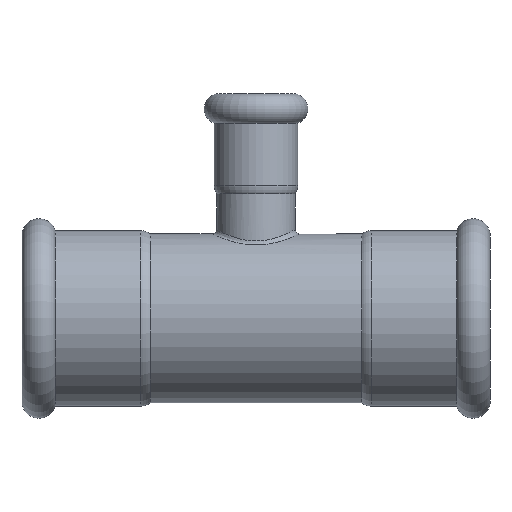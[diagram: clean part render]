
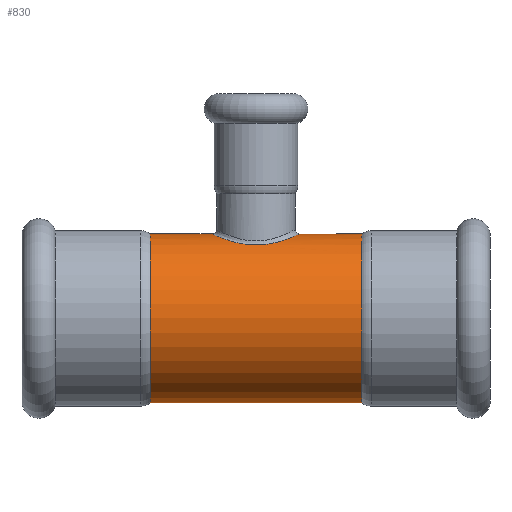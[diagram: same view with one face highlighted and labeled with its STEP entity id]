
A CAD part, front view. The second image highlights one B-rep face of the part: STEP entity #830.
In plain terms, the highlighted cylindrical face has radius 18.5 mm (diameter 37 mm), a full revolution.
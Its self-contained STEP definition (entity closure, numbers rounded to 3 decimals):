
#20=B_SPLINE_CURVE_WITH_KNOTS('',3,(#1754,#1755,#1756,#1757,#1758,#1759,
#1760,#1761,#1762,#1763,#1764,#1765,#1766,#1767,#1768,#1769,#1770,#1771),
 .UNSPECIFIED.,.T.,.F.,(4,1,1,1,1,1,1,1,1,1,1,1,1,1,1,4),(-5.273,
-4.896,-4.52,-4.018,-3.766,
-3.264,-3.013,-2.511,-2.26,
-2.009,-1.758,-1.507,-1.13,
-0.753,-0.377,0.),.UNSPECIFIED.);
#28=FACE_BOUND('',#157,.T.);
#45=LINE('',#1783,#67);
#67=VECTOR('',#1235,18.5);
#86=CYLINDRICAL_SURFACE('',#965,18.5);
#116=FACE_OUTER_BOUND('',#156,.T.);
#156=EDGE_LOOP('',(#687,#688,#689,#690,#691,#692,#693,#694));
#157=EDGE_LOOP('',(#695));
#249=CIRCLE('',#966,18.5);
#250=CIRCLE('',#967,18.5);
#251=CIRCLE('',#968,18.5);
#252=CIRCLE('',#969,18.5);
#253=CIRCLE('',#970,18.5);
#254=CIRCLE('',#971,18.5);
#351=VERTEX_POINT('',#1728);
#355=VERTEX_POINT('',#1777);
#356=VERTEX_POINT('',#1778);
#357=VERTEX_POINT('',#1780);
#358=VERTEX_POINT('',#1782);
#359=VERTEX_POINT('',#1784);
#360=VERTEX_POINT('',#1786);
#476=EDGE_CURVE('',#351,#351,#20,.T.);
#479=EDGE_CURVE('',#355,#356,#249,.T.);
#480=EDGE_CURVE('',#357,#355,#250,.T.);
#481=EDGE_CURVE('',#357,#358,#45,.T.);
#482=EDGE_CURVE('',#358,#359,#251,.T.);
#483=EDGE_CURVE('',#359,#360,#252,.T.);
#484=EDGE_CURVE('',#360,#358,#253,.T.);
#485=EDGE_CURVE('',#356,#357,#254,.T.);
#687=ORIENTED_EDGE('',*,*,#479,.F.);
#688=ORIENTED_EDGE('',*,*,#480,.F.);
#689=ORIENTED_EDGE('',*,*,#481,.T.);
#690=ORIENTED_EDGE('',*,*,#482,.T.);
#691=ORIENTED_EDGE('',*,*,#483,.T.);
#692=ORIENTED_EDGE('',*,*,#484,.T.);
#693=ORIENTED_EDGE('',*,*,#481,.F.);
#694=ORIENTED_EDGE('',*,*,#485,.F.);
#695=ORIENTED_EDGE('',*,*,#476,.F.);
#830=ADVANCED_FACE('',(#116,#28),#86,.T.);
#965=AXIS2_PLACEMENT_3D('',#1776,#1229,#1230);
#966=AXIS2_PLACEMENT_3D('',#1779,#1231,#1232);
#967=AXIS2_PLACEMENT_3D('',#1781,#1233,#1234);
#968=AXIS2_PLACEMENT_3D('',#1785,#1236,#1237);
#969=AXIS2_PLACEMENT_3D('',#1787,#1238,#1239);
#970=AXIS2_PLACEMENT_3D('',#1788,#1240,#1241);
#971=AXIS2_PLACEMENT_3D('',#1789,#1242,#1243);
#1229=DIRECTION('center_axis',(1.,0.,0.));
#1230=DIRECTION('ref_axis',(0.,1.,0.));
#1231=DIRECTION('center_axis',(1.,0.,0.));
#1232=DIRECTION('ref_axis',(0.,1.,0.));
#1233=DIRECTION('center_axis',(1.,0.,0.));
#1234=DIRECTION('ref_axis',(0.,1.,0.));
#1235=DIRECTION('',(-1.,0.,0.));
#1236=DIRECTION('center_axis',(1.,0.,0.));
#1237=DIRECTION('ref_axis',(0.,1.,0.));
#1238=DIRECTION('center_axis',(1.,0.,0.));
#1239=DIRECTION('ref_axis',(0.,1.,0.));
#1240=DIRECTION('center_axis',(1.,0.,0.));
#1241=DIRECTION('ref_axis',(0.,1.,0.));
#1242=DIRECTION('center_axis',(1.,0.,0.));
#1243=DIRECTION('ref_axis',(0.,1.,0.));
#1728=CARTESIAN_POINT('',(0.,9.108,16.103));
#1754=CARTESIAN_POINT('Ctrl Pts',(0.,9.108,
16.103));
#1755=CARTESIAN_POINT('Ctrl Pts',(-1.461,9.108,16.103));
#1756=CARTESIAN_POINT('Ctrl Pts',(-4.359,8.449,16.49));
#1757=CARTESIAN_POINT('Ctrl Pts',(-8.106,5.617,17.782));
#1758=CARTESIAN_POINT('Ctrl Pts',(-9.802,1.656,18.6));
#1759=CARTESIAN_POINT('Ctrl Pts',(-9.418,-3.047,18.41));
#1760=CARTESIAN_POINT('Ctrl Pts',(-7.403,-6.261,17.499));
#1761=CARTESIAN_POINT('Ctrl Pts',(-3.493,-8.826,16.295));
#1762=CARTESIAN_POINT('Ctrl Pts',(0.544,-9.434,15.909));
#1763=CARTESIAN_POINT('Ctrl Pts',(4.273,-8.303,16.554));
#1764=CARTESIAN_POINT('Ctrl Pts',(6.622,-6.776,17.251));
#1765=CARTESIAN_POINT('Ctrl Pts',(8.412,-4.66,17.959));
#1766=CARTESIAN_POINT('Ctrl Pts',(9.679,-1.671,18.534));
#1767=CARTESIAN_POINT('Ctrl Pts',(9.678,2.15,18.534));
#1768=CARTESIAN_POINT('Ctrl Pts',(7.724,5.895,17.645));
#1769=CARTESIAN_POINT('Ctrl Pts',(4.363,8.453,16.494));
#1770=CARTESIAN_POINT('Ctrl Pts',(1.461,9.108,16.103));
#1771=CARTESIAN_POINT('Ctrl Pts',(0.,9.108,
16.103));
#1776=CARTESIAN_POINT('Origin',(18.55,0.,0.));
#1777=CARTESIAN_POINT('',(23.15,18.5,0.));
#1778=CARTESIAN_POINT('',(23.15,0.,18.5));
#1779=CARTESIAN_POINT('Origin',(23.15,0.,0.));
#1780=CARTESIAN_POINT('',(23.15,-18.5,0.));
#1781=CARTESIAN_POINT('Origin',(23.15,0.,0.));
#1782=CARTESIAN_POINT('',(-23.15,-18.5,0.));
#1783=CARTESIAN_POINT('',(18.55,-18.5,0.));
#1784=CARTESIAN_POINT('',(-23.15,18.5,0.));
#1785=CARTESIAN_POINT('Origin',(-23.15,0.,0.));
#1786=CARTESIAN_POINT('',(-23.15,0.,18.5));
#1787=CARTESIAN_POINT('Origin',(-23.15,0.,0.));
#1788=CARTESIAN_POINT('Origin',(-23.15,0.,0.));
#1789=CARTESIAN_POINT('Origin',(23.15,0.,0.));
